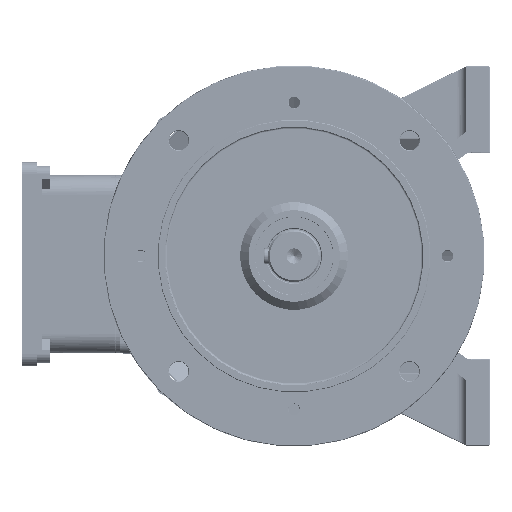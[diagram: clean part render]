
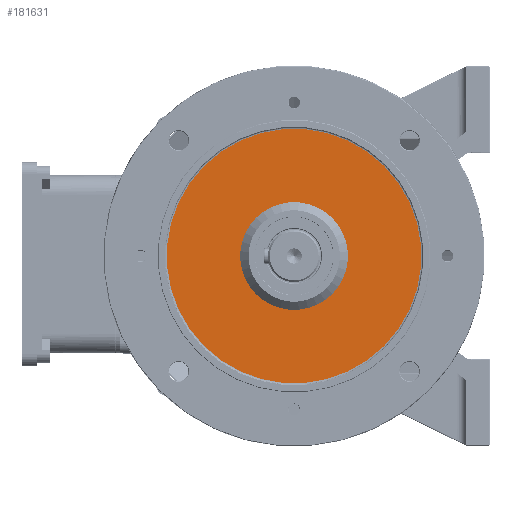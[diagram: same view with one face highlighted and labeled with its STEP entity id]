
A CAD part, left-side view. The second image highlights one B-rep face of the part: STEP entity #181631.
In plain terms, the highlighted face is planar.
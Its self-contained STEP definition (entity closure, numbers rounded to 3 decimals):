
#13533 = DIRECTION ( 'NONE',  ( 0., 0., -1. ) ) ;
#24556 = EDGE_LOOP ( 'NONE', ( #84090, #196167 ) ) ;
#33744 = VERTEX_POINT ( 'NONE', #77402 ) ;
#35179 = DIRECTION ( 'NONE',  ( 1., 0., 0. ) ) ;
#35378 = EDGE_CURVE ( 'NONE', #80915, #40592, #232812, .T. ) ;
#37091 = EDGE_CURVE ( 'NONE', #33744, #160065, #181501, .T. ) ;
#40592 = VERTEX_POINT ( 'NONE', #114901 ) ;
#49361 = CARTESIAN_POINT ( 'NONE',  ( -7.5, 0., 0. ) ) ;
#52041 = DIRECTION ( 'NONE',  ( 0., 0., -1. ) ) ;
#54282 = ORIENTED_EDGE ( 'NONE', *, *, #195617, .F. ) ;
#55118 = CARTESIAN_POINT ( 'NONE',  ( -7.5, 0., 0. ) ) ;
#55431 = AXIS2_PLACEMENT_3D ( 'NONE', #182918, #158537, #241278 ) ;
#60252 = AXIS2_PLACEMENT_3D ( 'NONE', #119223, #35179, #180221 ) ;
#75941 = EDGE_LOOP ( 'NONE', ( #217822, #54282 ) ) ;
#77402 = CARTESIAN_POINT ( 'NONE',  ( -7.5, 0., 49.5 ) ) ;
#80915 = VERTEX_POINT ( 'NONE', #235683 ) ;
#84090 = ORIENTED_EDGE ( 'NONE', *, *, #35378, .T. ) ;
#86644 = CARTESIAN_POINT ( 'NONE',  ( -7.5, 0., -49.5 ) ) ;
#87575 = AXIS2_PLACEMENT_3D ( 'NONE', #196625, #218272, #13533 ) ;
#114901 = CARTESIAN_POINT ( 'NONE',  ( -7.5, 0., 117. ) ) ;
#119223 = CARTESIAN_POINT ( 'NONE',  ( -7.5, 0., 0. ) ) ;
#126409 = CIRCLE ( 'NONE', #208642, 117. ) ;
#137771 = DIRECTION ( 'NONE',  ( 1., 0., 0. ) ) ;
#158537 = DIRECTION ( 'NONE',  ( 1., 0., 0. ) ) ;
#158548 = FACE_OUTER_BOUND ( 'NONE', #24556, .T. ) ;
#160065 = VERTEX_POINT ( 'NONE', #86644 ) ;
#177592 = PLANE ( 'NONE',  #87575 ) ;
#180221 = DIRECTION ( 'NONE',  ( 0., 0., -1. ) ) ;
#181501 = CIRCLE ( 'NONE', #60252, 49.5 ) ;
#181631 = ADVANCED_FACE ( 'NONE', ( #158548, #258923 ), #177592, .T. ) ;
#182918 = CARTESIAN_POINT ( 'NONE',  ( -7.5, 0., 0. ) ) ;
#195617 = EDGE_CURVE ( 'NONE', #160065, #33744, #220268, .T. ) ;
#196167 = ORIENTED_EDGE ( 'NONE', *, *, #234779, .T. ) ;
#196625 = CARTESIAN_POINT ( 'NONE',  ( -7.5, 117., 0. ) ) ;
#208642 = AXIS2_PLACEMENT_3D ( 'NONE', #49361, #260700, #52041 ) ;
#217822 = ORIENTED_EDGE ( 'NONE', *, *, #37091, .F. ) ;
#218272 = DIRECTION ( 'NONE',  ( 1., 0., 0. ) ) ;
#220268 = CIRCLE ( 'NONE', #55431, 49.5 ) ;
#221800 = DIRECTION ( 'NONE',  ( 0., 0., -1. ) ) ;
#232812 = CIRCLE ( 'NONE', #254463, 117. ) ;
#234779 = EDGE_CURVE ( 'NONE', #40592, #80915, #126409, .T. ) ;
#235683 = CARTESIAN_POINT ( 'NONE',  ( -7.5, 0., -117. ) ) ;
#241278 = DIRECTION ( 'NONE',  ( 0., 0., -1. ) ) ;
#254463 = AXIS2_PLACEMENT_3D ( 'NONE', #55118, #137771, #221800 ) ;
#258923 = FACE_BOUND ( 'NONE', #75941, .T. ) ;
#260700 = DIRECTION ( 'NONE',  ( 1., 0., 0. ) ) ;
